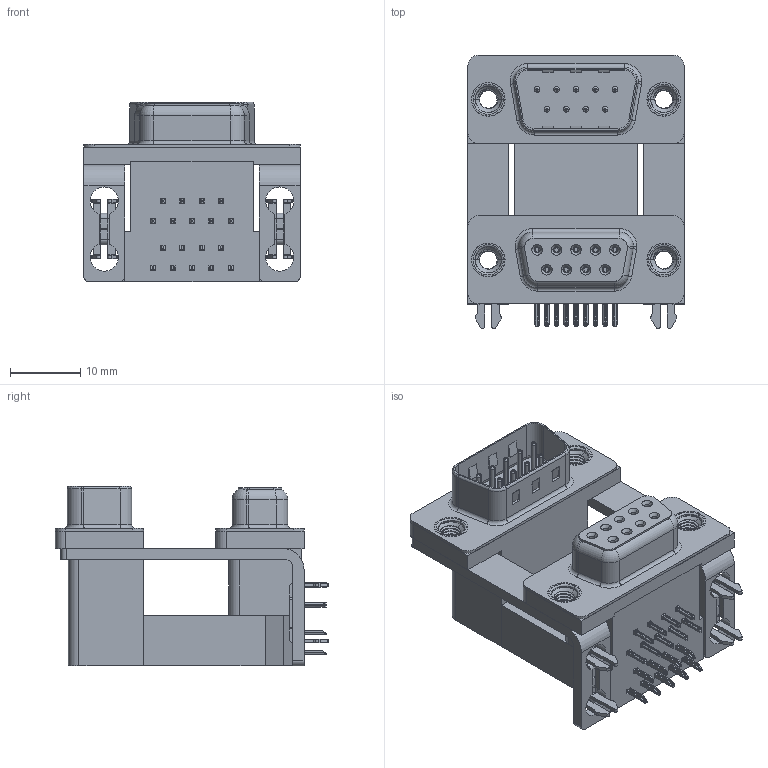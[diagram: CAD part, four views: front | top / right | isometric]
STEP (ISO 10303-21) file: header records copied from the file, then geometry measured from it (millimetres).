
FILE_DESCRIPTION (( 'STEP AP203' ), '1' );
FILE_NAME ('663-009-364-03C.STEP', '2022-06-21T18:15:33', ( '' ), ( '' ), 'SwSTEP 2.0', 'SolidWorks 2020', '' );
FILE_SCHEMA (( 'CONFIG_CONTROL_DESIGN' ));
Length unit declared in the file: millimetre
Products named in the file (13): 663 Housing Upper_09 Contacts H; 663 Contact Top Upper_H; 663 Mounting Bracket_2ProngH; 663 Contact Top Lower; 663 2 Prong Board Lock_3; 663 Contact Bottom Upper_H; 663 Shell Plug_09 Contacts; 663 Shell Receptacle_09 Contacts; 663 Housing Lower_09 Contacts; 663 Contact Bottom Lower; 663 Housing Spacer_09 Contacts H; 663 Threaded Rivet_M3; 663-009-364-03C
Assembly tree (31 placements, depth 2):
  663-009-364-03C
    663 Housing Lower_09 Contacts
    663 Housing Spacer_09 Contacts H
    663 Housing Upper_09 Contacts H
    663 Shell Receptacle_09 Contacts
    663 Shell Plug_09 Contacts
    663 Contact Bottom Lower  x4
    663 Contact Top Lower  x5
    663 Contact Bottom Upper_H  x4
    663 Contact Top Upper_H  x5
    663 Mounting Bracket_2ProngH  x2
    663 2 Prong Board Lock_3  x2
    663 Threaded Rivet_M3  x4
Bounding box: 30.81 x 38.91 x 25.6 mm (x, y, z)
Volume: 11351.5 mm3; surface area: 13251.8 mm2
Topology: 31 solids, 31 shells, 2685 faces, 6925 edges, 4349 vertices
Faces by surface type: plane 1365, cylinder 753, bspline 320, cone 124, torus 123
Entity records: 39794 total; most frequent: CARTESIAN_POINT 11267, ORIENTED_EDGE 5644, DIRECTION 5323, EDGE_CURVE 2822, VECTOR 1845, LINE 1845, VERTEX_POINT 1797, AXIS2_PLACEMENT_3D 1739
